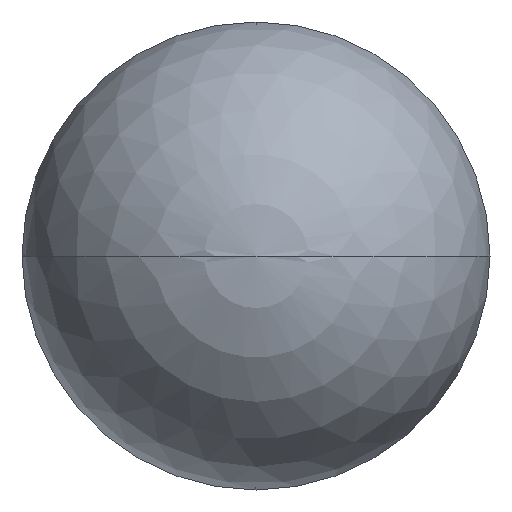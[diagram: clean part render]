
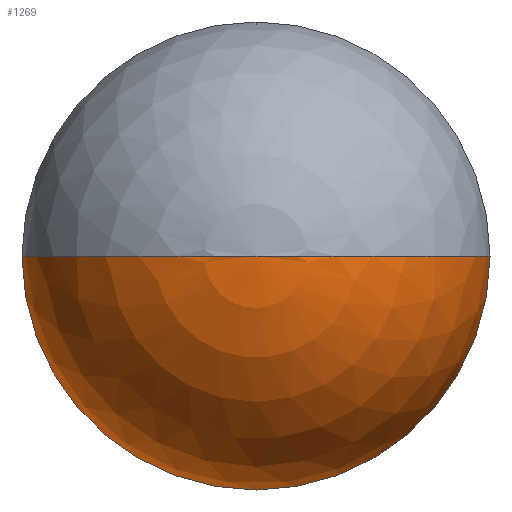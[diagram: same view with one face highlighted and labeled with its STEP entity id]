
A CAD part, left-side view. The second image highlights one B-rep face of the part: STEP entity #1269.
In plain terms, the highlighted spherical face has radius 1.205 mm.
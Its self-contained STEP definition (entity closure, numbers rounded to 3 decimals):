
#266=CARTESIAN_POINT('',(-4.5,0.,0.));
#267=DIRECTION('',(1.,0.,0.));
#268=DIRECTION('',(0.,0.,-1.));
#269=AXIS2_PLACEMENT_3D('',#266,#267,#268);
#406=CARTESIAN_POINT('',(-4.5,0.,0.));
#407=DIRECTION('',(1.,0.,0.));
#408=DIRECTION('',(0.,-1.,0.));
#409=AXIS2_PLACEMENT_3D('',#406,#407,#408);
#411=CARTESIAN_POINT('',(-4.5,0.,0.));
#412=DIRECTION('',(0.,0.,1.));
#413=DIRECTION('',(0.,1.,0.));
#414=AXIS2_PLACEMENT_3D('',#411,#412,#413);
#416=CARTESIAN_POINT('',(-4.5,0.,0.));
#417=DIRECTION('',(0.,0.,-1.));
#418=DIRECTION('',(0.,-1.,0.));
#419=AXIS2_PLACEMENT_3D('',#416,#417,#418);
#876=CARTESIAN_POINT('',(-4.5,1.205,0.));
#878=VERTEX_POINT('',#876);
#880=CARTESIAN_POINT('',(-5.705,0.,0.));
#881=VERTEX_POINT('',#880);
#882=CARTESIAN_POINT('',(-4.5,-1.205,0.));
#883=VERTEX_POINT('',#882);
#884=CARTESIAN_POINT('',(-4.5,0.,-1.205));
#885=VERTEX_POINT('',#884);
#1256=CARTESIAN_POINT('',(-4.5,0.,0.));
#1257=DIRECTION('',(1.,0.,0.));
#1258=DIRECTION('',(0.,-1.,0.));
#1259=AXIS2_PLACEMENT_3D('',#1256,#1257,#1258);
#1260=SPHERICAL_SURFACE('',#1259,1.205);
#1262=ORIENTED_EDGE('',*,*,#1261,.T.);
#1264=ORIENTED_EDGE('',*,*,#1263,.F.);
#1265=ORIENTED_EDGE('',*,*,#1240,.T.);
#1266=ORIENTED_EDGE('',*,*,#1011,.T.);
#1267=EDGE_LOOP('',(#1262,#1264,#1265,#1266));
#1268=FACE_OUTER_BOUND('',#1267,.F.);
#1269=ADVANCED_FACE('',(#1268),#1260,.T.);
#270=CIRCLE('',#269,1.205);
#410=CIRCLE('',#409,1.205);
#415=CIRCLE('',#414,1.205);
#420=CIRCLE('',#419,1.205);
#1011=EDGE_CURVE('',#885,#878,#270,.T.);
#1240=EDGE_CURVE('',#883,#885,#410,.T.);
#1261=EDGE_CURVE('',#878,#881,#415,.T.);
#1263=EDGE_CURVE('',#883,#881,#420,.T.);
